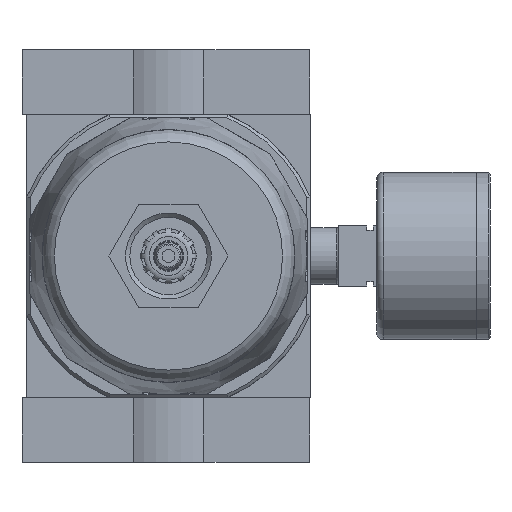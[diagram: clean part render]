
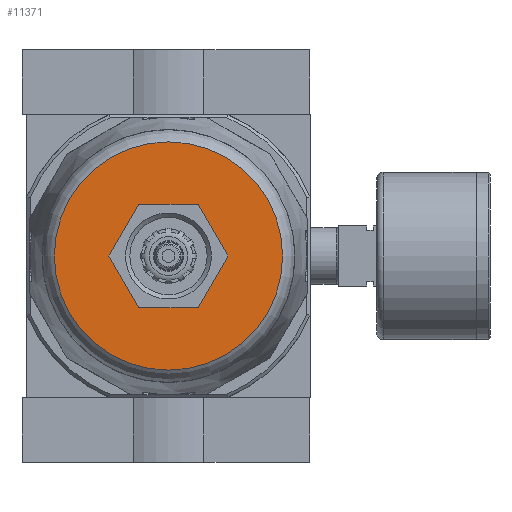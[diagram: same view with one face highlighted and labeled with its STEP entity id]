
A CAD part, front view. The second image highlights one B-rep face of the part: STEP entity #11371.
In plain terms, the highlighted planar face has unit normal (0, -1, 0).
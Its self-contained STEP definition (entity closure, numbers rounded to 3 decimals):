
#778=CIRCLE('',#12138,26.576);
#2476=ORIENTED_EDGE('',*,*,#4199,.T.);
#2477=ORIENTED_EDGE('',*,*,#4348,.T.);
#2478=ORIENTED_EDGE('',*,*,#4363,.T.);
#2479=ORIENTED_EDGE('',*,*,#4360,.T.);
#2480=ORIENTED_EDGE('',*,*,#4357,.T.);
#2481=ORIENTED_EDGE('',*,*,#4354,.T.);
#2482=ORIENTED_EDGE('',*,*,#4351,.T.);
#4199=EDGE_CURVE('',#5354,#5354,#778,.F.);
#4348=EDGE_CURVE('',#5437,#5436,#6154,.T.);
#4351=EDGE_CURVE('',#5439,#5437,#6157,.T.);
#4354=EDGE_CURVE('',#5441,#5439,#6160,.T.);
#4357=EDGE_CURVE('',#5443,#5441,#6163,.T.);
#4360=EDGE_CURVE('',#5445,#5443,#6166,.T.);
#4363=EDGE_CURVE('',#5436,#5445,#6169,.T.);
#5354=VERTEX_POINT('',#17129);
#5436=VERTEX_POINT('',#17633);
#5437=VERTEX_POINT('',#17635);
#5439=VERTEX_POINT('',#17641);
#5441=VERTEX_POINT('',#17647);
#5443=VERTEX_POINT('',#17653);
#5445=VERTEX_POINT('',#17659);
#6154=LINE('',#17634,#6774);
#6157=LINE('',#17640,#6777);
#6160=LINE('',#17646,#6780);
#6163=LINE('',#17652,#6783);
#6166=LINE('',#17658,#6786);
#6169=LINE('',#17663,#6789);
#6774=VECTOR('',#14152,1000.);
#6777=VECTOR('',#14157,1000.);
#6780=VECTOR('',#14162,1000.);
#6783=VECTOR('',#14167,1000.);
#6786=VECTOR('',#14172,1000.);
#6789=VECTOR('',#14177,1000.);
#7461=EDGE_LOOP('',(#2476));
#7462=EDGE_LOOP('',(#2477,#2478,#2479,#2480,#2481,#2482));
#8223=FACE_BOUND('',#7461,.T.);
#8224=FACE_BOUND('',#7462,.T.);
#8787=PLANE('',#12235);
#11371=ADVANCED_FACE('',(#8223,#8224),#8787,.F.);
#12138=AXIS2_PLACEMENT_3D('',#17128,#13896,#13897);
#12235=AXIS2_PLACEMENT_3D('',#17664,#14178,#14179);
#13896=DIRECTION('',(0.,1.,0.));
#13897=DIRECTION('',(0.,0.,1.));
#14152=DIRECTION('',(0.,0.,1.));
#14157=DIRECTION('',(-0.866,0.,0.5));
#14162=DIRECTION('',(-0.866,0.,-0.5));
#14167=DIRECTION('',(0.,0.,-1.));
#14172=DIRECTION('',(0.866,0.,-0.5));
#14177=DIRECTION('',(0.866,0.,0.5));
#14178=DIRECTION('',(0.,1.,0.));
#14179=DIRECTION('',(0.,0.,1.));
#17128=CARTESIAN_POINT('',(0.,-164.,0.));
#17129=CARTESIAN_POINT('',(0.,-164.,26.576));
#17633=CARTESIAN_POINT('',(-12.,-164.,6.928));
#17634=CARTESIAN_POINT('',(-12.,-164.,-6.928));
#17635=CARTESIAN_POINT('',(-12.,-164.,-6.928));
#17640=CARTESIAN_POINT('',(0.,-164.,-13.856));
#17641=CARTESIAN_POINT('',(0.,-164.,-13.856));
#17646=CARTESIAN_POINT('',(12.,-164.,-6.928));
#17647=CARTESIAN_POINT('',(12.,-164.,-6.928));
#17652=CARTESIAN_POINT('',(12.,-164.,6.928));
#17653=CARTESIAN_POINT('',(12.,-164.,6.928));
#17658=CARTESIAN_POINT('',(0.,-164.,13.856));
#17659=CARTESIAN_POINT('',(0.,-164.,13.856));
#17663=CARTESIAN_POINT('',(-12.,-164.,6.928));
#17664=CARTESIAN_POINT('',(0.,-164.,0.));
